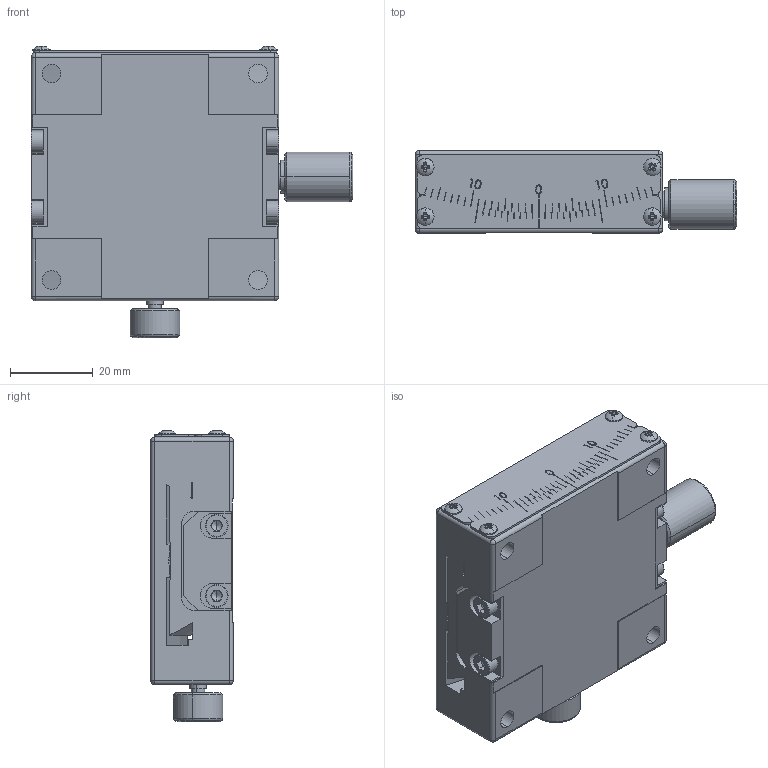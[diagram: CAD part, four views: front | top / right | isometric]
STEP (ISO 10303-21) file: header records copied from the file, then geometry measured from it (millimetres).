
FILE_DESCRIPTION (( 'STEP AP203' ), '1' );
FILE_NAME ('MXG6-80CS.STEP', '2021-02-23T07:04:33', ( '' ), ( '' ), 'SwSTEP 2.0', 'SolidWorks 2020', '' );
FILE_SCHEMA (( 'CONFIG_CONTROL_DESIGN' ));
Length unit declared in the file: millimetre
Products named in the file (1): MXG6-80CS
Bounding box: 78 x 20 x 70.63 mm (x, y, z)
Volume: 70285.7 mm3; surface area: 21799.2 mm2
Topology: 1 solids, 2 shells, 830 faces, 2150 edges, 1355 vertices
Faces by surface type: plane 485, cylinder 173, cone 77, bspline 46, torus 33, sphere 16
Entity records: 32682 total; most frequent: CARTESIAN_POINT 12958, ORIENTED_EDGE 4212, DIRECTION 3868, EDGE_CURVE 2106, VERTEX_POINT 1355, AXIS2_PLACEMENT_3D 1325, VECTOR 1218, LINE 1218
